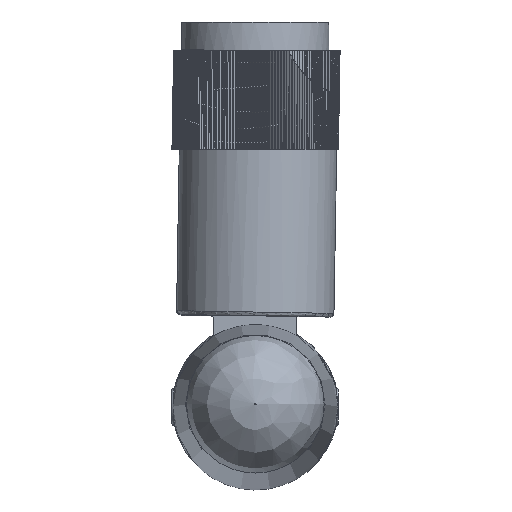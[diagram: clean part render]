
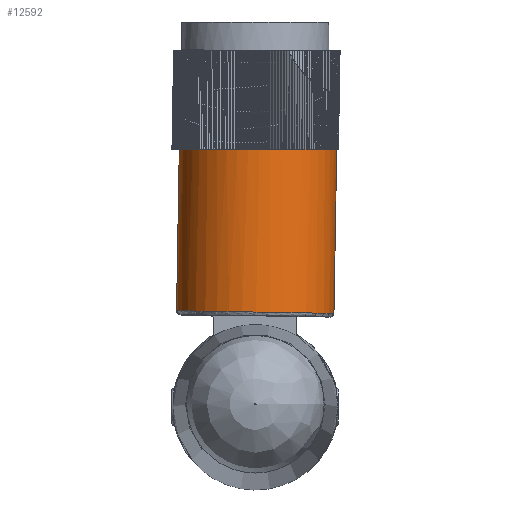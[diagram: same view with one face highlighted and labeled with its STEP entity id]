
A CAD part, top view. The second image highlights one B-rep face of the part: STEP entity #12592.
In plain terms, the highlighted cylindrical face has radius 5.2 mm (diameter 10.4 mm), a full revolution.
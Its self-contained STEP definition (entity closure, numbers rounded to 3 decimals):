
#290=ELLIPSE('',#13577,5.201,5.2);
#1635=LINE('',#21961,#2766);
#2766=VECTOR('',#16972,5.2);
#2827=CYLINDRICAL_SURFACE('',#13716,5.2);
#3525=FACE_OUTER_BOUND('',#4130,.T.);
#4130=EDGE_LOOP('',(#10920,#10921,#10922,#10923,#10924));
#4555=CIRCLE('',#13710,5.2);
#4558=CIRCLE('',#13713,5.2);
#5800=VERTEX_POINT('',#21061);
#5817=VERTEX_POINT('',#21943);
#5818=VERTEX_POINT('',#21944);
#7561=EDGE_CURVE('',#5800,#5800,#290,.T.);
#7699=EDGE_CURVE('',#5817,#5818,#4555,.T.);
#7702=EDGE_CURVE('',#5818,#5817,#4558,.T.);
#7708=EDGE_CURVE('',#5800,#5817,#1635,.T.);
#10920=ORIENTED_EDGE('',*,*,#7561,.T.);
#10921=ORIENTED_EDGE('',*,*,#7708,.T.);
#10922=ORIENTED_EDGE('',*,*,#7702,.F.);
#10923=ORIENTED_EDGE('',*,*,#7699,.F.);
#10924=ORIENTED_EDGE('',*,*,#7708,.F.);
#12592=ADVANCED_FACE('',(#3525),#2827,.T.);
#13577=AXIS2_PLACEMENT_3D('',#21062,#16678,#16679);
#13710=AXIS2_PLACEMENT_3D('',#21945,#16954,#16955);
#13713=AXIS2_PLACEMENT_3D('',#21949,#16960,#16961);
#13716=AXIS2_PLACEMENT_3D('',#21960,#16970,#16971);
#16678=DIRECTION('center_axis',(0.,-1.,0.));
#16679=DIRECTION('ref_axis',(0.995,0.,0.095));
#16954=DIRECTION('center_axis',(-0.017,-1.,
-0.002));
#16955=DIRECTION('ref_axis',(1.,-0.017,-0.014));
#16960=DIRECTION('center_axis',(-0.017,-1.,
-0.002));
#16961=DIRECTION('ref_axis',(1.,-0.017,-0.014));
#16970=DIRECTION('center_axis',(0.017,1.,0.002));
#16971=DIRECTION('ref_axis',(1.,-0.017,-0.014));
#16972=DIRECTION('',(-0.017,-1.,-0.002));
#21061=CARTESIAN_POINT('',(-5.015,17.,5.089));
#21062=CARTESIAN_POINT('Origin',(0.186,17.,5.018));
#21943=CARTESIAN_POINT('',(-5.195,6.336,5.072));
#21944=CARTESIAN_POINT('',(0.004,6.257,-0.2));
#21945=CARTESIAN_POINT('Origin',(0.004,6.248,5.));
#21949=CARTESIAN_POINT('Origin',(0.004,6.248,5.));
#21960=CARTESIAN_POINT('Origin',(0.,5.998,
5.));
#21961=CARTESIAN_POINT('',(-5.199,6.086,5.072));
